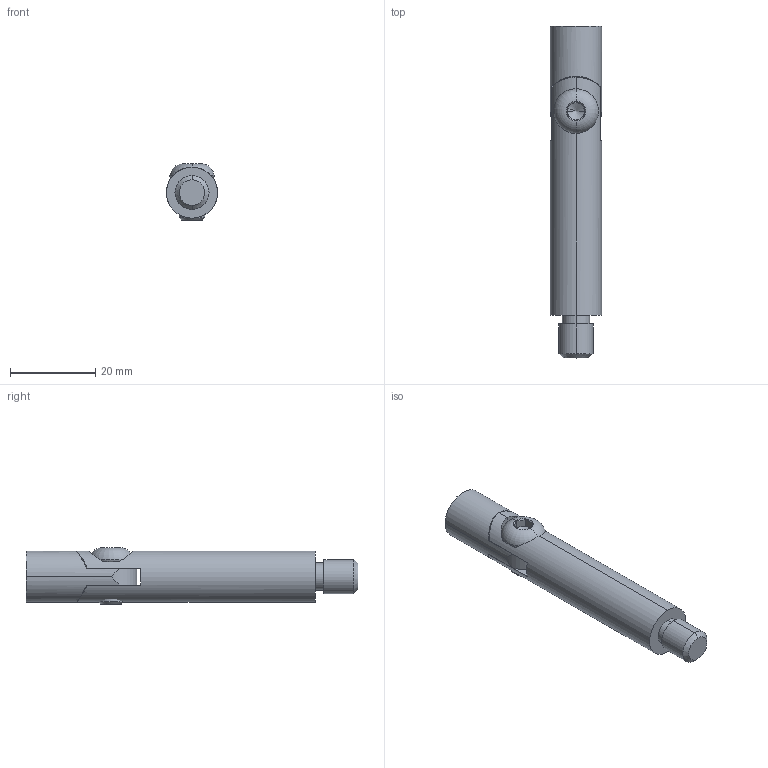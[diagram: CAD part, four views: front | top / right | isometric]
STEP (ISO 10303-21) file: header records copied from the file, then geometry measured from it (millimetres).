
FILE_DESCRIPTION (( 'STEP AP214' ), '1' );
FILE_NAME ('A_0812-068-S.STEP', '2021-03-18T10:17:31', ( '' ), ( '' ), 'SwSTEP 2.0', 'SolidWorks 2019', '' );
FILE_SCHEMA (( 'AUTOMOTIVE_DESIGN' ));
Length unit declared in the file: millimetre
Products named in the file (4): skrutka DIN 7380_M6x10_A2-70; A_0812-068-S.P1; A_0812-068-S; A_0812-068-S.P2
Assembly tree (3 placements, depth 2):
  A_0812-068-S
    A_0812-068-S.P1
    A_0812-068-S.P2
    skrutka DIN 7380_M6x10_A2-70
Bounding box: 12 x 78 x 13.29 mm (x, y, z)
Volume: 7839.3 mm3; surface area: 4462.5 mm2
Topology: 3 solids, 3 shells, 73 faces, 175 edges, 107 vertices
Faces by surface type: cylinder 26, plane 24, cone 17, torus 6
Entity records: 2622 total; most frequent: CARTESIAN_POINT 714, DIRECTION 364, ORIENTED_EDGE 342, EDGE_CURVE 171, AXIS2_PLACEMENT_3D 151, VERTEX_POINT 107, EDGE_LOOP 82, ADVANCED_FACE 73
